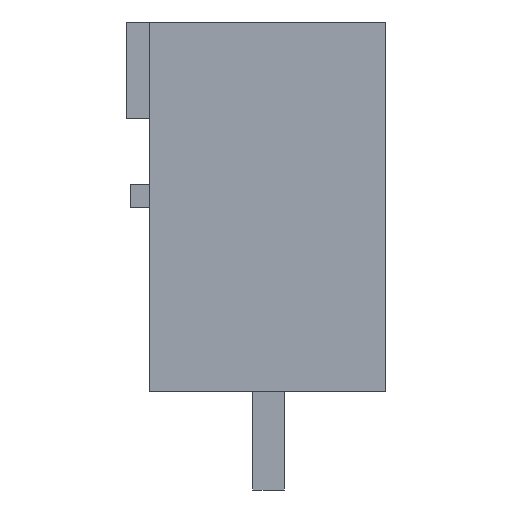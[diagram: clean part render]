
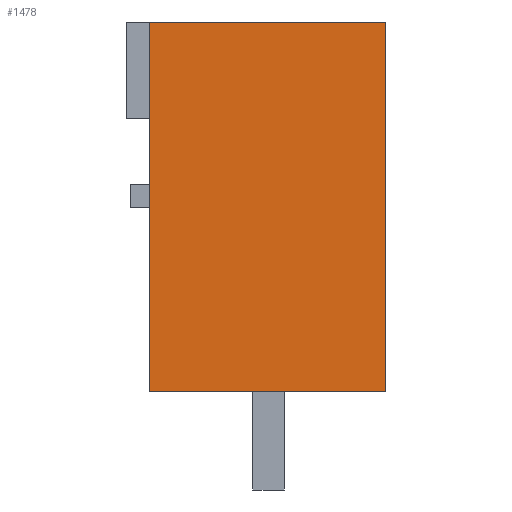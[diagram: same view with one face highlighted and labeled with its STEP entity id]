
A CAD part, left-side view. The second image highlights one B-rep face of the part: STEP entity #1478.
In plain terms, the highlighted planar face has unit normal (-1, 0, 0).
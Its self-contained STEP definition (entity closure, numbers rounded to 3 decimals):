
#1458=AXIS2_PLACEMENT_3D('Plane Axis2P3D',#1455,#1456,#1457) ;
#377=CARTESIAN_POINT('Vertex',(0.,7.68,3.2)) ;
#380=CARTESIAN_POINT('Line Origine',(0.,7.68,9.2)) ;
#384=CARTESIAN_POINT('Vertex',(0.,7.68,15.2)) ;
#1440=CARTESIAN_POINT('Vertex',(0.,0.,3.2)) ;
#1443=CARTESIAN_POINT('Line Origine',(0.,3.84,3.2)) ;
#1455=CARTESIAN_POINT('Axis2P3D Location',(0.,8.43,1.7)) ;
#1460=CARTESIAN_POINT('Line Origine',(0.,3.84,15.2)) ;
#1464=CARTESIAN_POINT('Vertex',(0.,0.,15.2)) ;
#1467=CARTESIAN_POINT('Line Origine',(0.,0.,9.2)) ;
#381=DIRECTION('Vector Direction',(0.,0.,-1.)) ;
#1444=DIRECTION('Vector Direction',(0.,-1.,0.)) ;
#1456=DIRECTION('Axis2P3D Direction',(-1.,0.,0.)) ;
#1457=DIRECTION('Axis2P3D XDirection',(0.,1.,0.)) ;
#1461=DIRECTION('Vector Direction',(0.,1.,0.)) ;
#1468=DIRECTION('Vector Direction',(0.,0.,1.)) ;
#382=VECTOR('Line Direction',#381,1.) ;
#1445=VECTOR('Line Direction',#1444,1.) ;
#1462=VECTOR('Line Direction',#1461,1.) ;
#1469=VECTOR('Line Direction',#1468,1.) ;
#1473=ORIENTED_EDGE('',*,*,#1466,.T.) ;
#1474=ORIENTED_EDGE('',*,*,#386,.T.) ;
#1475=ORIENTED_EDGE('',*,*,#1447,.T.) ;
#1476=ORIENTED_EDGE('',*,*,#1471,.T.) ;
#1478=ADVANCED_FACE('HOUSING',(#1477),#1459,.T.) ;
#386=EDGE_CURVE('',#385,#378,#383,.T.) ;
#1447=EDGE_CURVE('',#378,#1441,#1446,.T.) ;
#1466=EDGE_CURVE('',#1465,#385,#1463,.T.) ;
#1471=EDGE_CURVE('',#1441,#1465,#1470,.T.) ;
#1472=EDGE_LOOP('',(#1473,#1474,#1475,#1476)) ;
#1477=FACE_OUTER_BOUND('',#1472,.T.) ;
#383=LINE('Line',#380,#382) ;
#1446=LINE('Line',#1443,#1445) ;
#1463=LINE('Line',#1460,#1462) ;
#1470=LINE('Line',#1467,#1469) ;
#1459=PLANE('',#1458) ;
#378=VERTEX_POINT('',#377) ;
#385=VERTEX_POINT('',#384) ;
#1441=VERTEX_POINT('',#1440) ;
#1465=VERTEX_POINT('',#1464) ;
